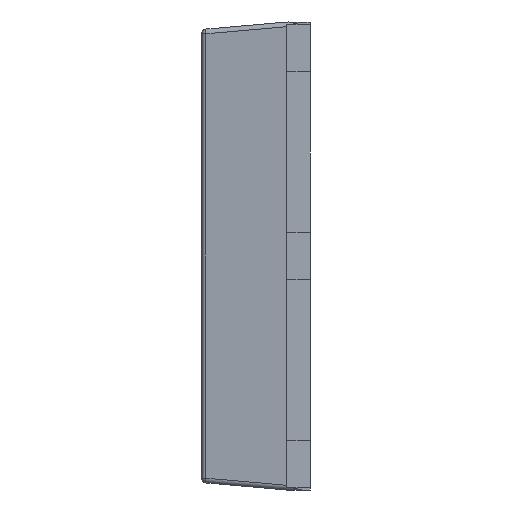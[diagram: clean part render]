
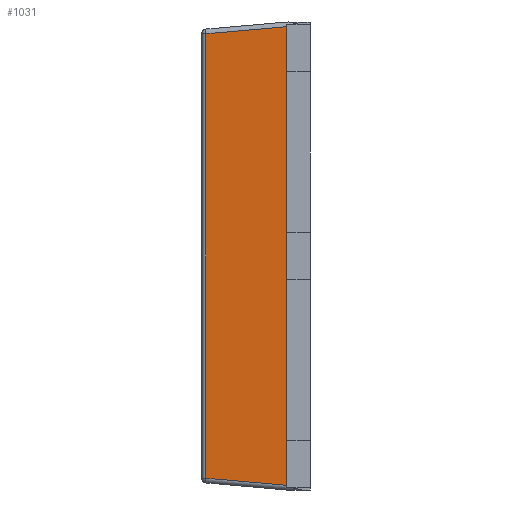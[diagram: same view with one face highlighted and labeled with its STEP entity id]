
A CAD part, left-side view. The second image highlights one B-rep face of the part: STEP entity #1031.
In plain terms, the highlighted planar face has unit normal (-0.996, 0.087, 0).
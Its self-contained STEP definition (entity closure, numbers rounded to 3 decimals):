
#237 = CARTESIAN_POINT ( 'NONE',  ( -5.178, 0.918, 4.814 ) ) ;
#258 = VECTOR ( 'NONE', #2844, 1000. ) ;
#324 = CARTESIAN_POINT ( 'NONE',  ( -5.215, 0.5, 4.85 ) ) ;
#387 = ORIENTED_EDGE ( 'NONE', *, *, #2490, .T. ) ;
#408 = DIRECTION ( 'NONE',  ( -0.087, -0.996, 0. ) ) ;
#454 = DIRECTION ( 'NONE',  ( -0.996, 0.087, 0. ) ) ;
#617 = VERTEX_POINT ( 'NONE', #1657 ) ;
#663 = CARTESIAN_POINT ( 'NONE',  ( -5.178, 0.918, -4.814 ) ) ;
#831 = DIRECTION ( 'NONE',  ( 0., 0., -1. ) ) ;
#1031 = ADVANCED_FACE ( 'NONE', ( #3010 ), #3297, .T. ) ;
#1032 = ORIENTED_EDGE ( 'NONE', *, *, #3271, .T. ) ;
#1237 = EDGE_LOOP ( 'NONE', ( #1032, #387, #1319, #3135 ) ) ;
#1319 = ORIENTED_EDGE ( 'NONE', *, *, #1489, .T. ) ;
#1420 = CARTESIAN_POINT ( 'NONE',  ( -5.066, 2.209, -4.793 ) ) ;
#1444 = LINE ( 'NONE', #237, #3028 ) ;
#1481 = LINE ( 'NONE', #663, #4048 ) ;
#1489 = EDGE_CURVE ( 'NONE', #1975, #3581, #1632, .T. ) ;
#1632 = LINE ( 'NONE', #1866, #258 ) ;
#1657 = CARTESIAN_POINT ( 'NONE',  ( -5.066, 2.209, 4.701 ) ) ;
#1668 = VERTEX_POINT ( 'NONE', #2294 ) ;
#1834 = CARTESIAN_POINT ( 'NONE',  ( -5.215, 0.5, -4.85 ) ) ;
#1866 = CARTESIAN_POINT ( 'NONE',  ( -5.215, 0.5, 4.95 ) ) ;
#1975 = VERTEX_POINT ( 'NONE', #1834 ) ;
#2151 = VECTOR ( 'NONE', #831, 1000. ) ;
#2294 = CARTESIAN_POINT ( 'NONE',  ( -5.066, 2.209, -4.701 ) ) ;
#2490 = EDGE_CURVE ( 'NONE', #1668, #1975, #1481, .T. ) ;
#2844 = DIRECTION ( 'NONE',  ( 0., 0., 1. ) ) ;
#3010 = FACE_OUTER_BOUND ( 'NONE', #1237, .T. ) ;
#3028 = VECTOR ( 'NONE', #3410, 1000. ) ;
#3029 = AXIS2_PLACEMENT_3D ( 'NONE', #3576, #454, #408 ) ;
#3135 = ORIENTED_EDGE ( 'NONE', *, *, #3461, .T. ) ;
#3271 = EDGE_CURVE ( 'NONE', #617, #1668, #4011, .T. ) ;
#3297 = PLANE ( 'NONE',  #3029 ) ;
#3410 = DIRECTION ( 'NONE',  ( 0.087, 0.992, -0.087 ) ) ;
#3461 = EDGE_CURVE ( 'NONE', #3581, #617, #1444, .T. ) ;
#3576 = CARTESIAN_POINT ( 'NONE',  ( -5.215, 0.5, 0. ) ) ;
#3581 = VERTEX_POINT ( 'NONE', #324 ) ;
#3811 = DIRECTION ( 'NONE',  ( -0.087, -0.992, -0.087 ) ) ;
#4011 = LINE ( 'NONE', #1420, #2151 ) ;
#4048 = VECTOR ( 'NONE', #3811, 1000. ) ;
